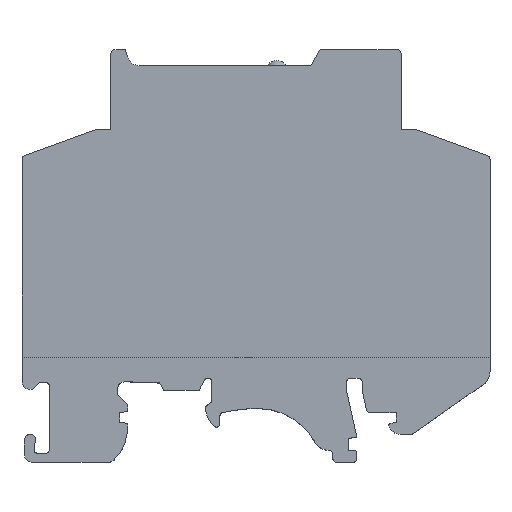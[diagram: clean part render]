
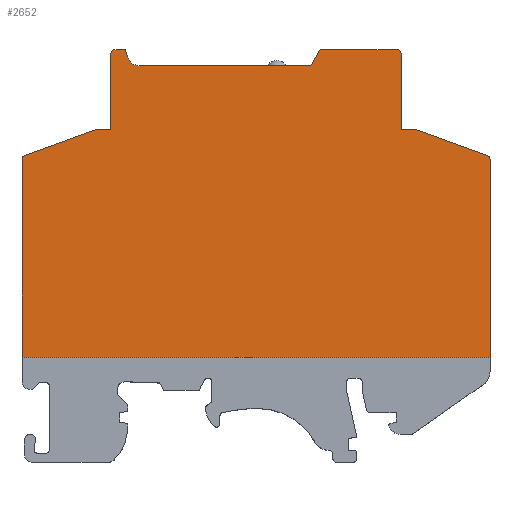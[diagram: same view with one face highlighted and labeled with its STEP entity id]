
A CAD part, top view. The second image highlights one B-rep face of the part: STEP entity #2652.
In plain terms, the highlighted planar face has unit normal (0, 0, 1).
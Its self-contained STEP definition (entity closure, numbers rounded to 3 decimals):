
#245=DIRECTION('',(-1.,0.,0.));
#246=VECTOR('',#245,21.441);
#247=CARTESIAN_POINT('',(6.845,23.75,6.9));
#248=LINE('',#247,#246);
#403=DIRECTION('',(1.,0.,0.));
#404=VECTOR('',#403,58.4);
#405=CARTESIAN_POINT('',(-29.2,-12.65,6.9));
#406=LINE('',#405,#404);
#407=DIRECTION('',(0.,-1.,0.));
#408=VECTOR('',#407,24.701);
#409=CARTESIAN_POINT('',(-29.2,12.051,6.9));
#410=LINE('',#409,#408);
#411=CARTESIAN_POINT('',(-28.7,12.051,6.9));
#412=DIRECTION('',(0.,0.,1.));
#413=DIRECTION('',(-0.342,0.94,0.));
#414=AXIS2_PLACEMENT_3D('',#411,#412,#413);
#416=DIRECTION('',(-0.94,-0.342,0.));
#417=VECTOR('',#416,9.44);
#418=CARTESIAN_POINT('',(-20.,15.75,6.9));
#419=LINE('',#418,#417);
#420=DIRECTION('',(-1.,0.,0.));
#421=VECTOR('',#420,1.9);
#422=CARTESIAN_POINT('',(-18.1,15.75,6.9));
#423=LINE('',#422,#421);
#424=DIRECTION('',(0.,-1.,0.));
#425=VECTOR('',#424,9.5);
#426=CARTESIAN_POINT('',(-18.1,25.25,6.9));
#427=LINE('',#426,#425);
#428=CARTESIAN_POINT('',(-17.6,25.25,6.9));
#429=DIRECTION('',(0.,0.,1.));
#430=DIRECTION('',(0.,1.,0.));
#431=AXIS2_PLACEMENT_3D('',#428,#429,#430);
#433=DIRECTION('',(-1.,0.,0.));
#434=VECTOR('',#433,1.3);
#435=CARTESIAN_POINT('',(-16.3,25.75,6.9));
#436=LINE('',#435,#434);
#437=DIRECTION('',(-0.276,0.961,0.));
#438=VECTOR('',#437,0.95);
#439=CARTESIAN_POINT('',(-16.038,24.837,6.9));
#440=LINE('',#439,#438);
#441=CARTESIAN_POINT('',(-14.596,25.25,6.9));
#442=DIRECTION('',(0.,0.,-1.));
#443=DIRECTION('',(0.,-1.,0.));
#444=AXIS2_PLACEMENT_3D('',#441,#442,#443);
#446=DIRECTION('',(-0.5,-0.866,0.));
#447=VECTOR('',#446,2.165);
#448=CARTESIAN_POINT('',(7.928,25.625,6.9));
#449=LINE('',#448,#447);
#450=CARTESIAN_POINT('',(8.144,25.5,6.9));
#451=DIRECTION('',(0.,0.,1.));
#452=DIRECTION('',(0.,1.,0.));
#453=AXIS2_PLACEMENT_3D('',#450,#451,#452);
#455=DIRECTION('',(-1.,0.,0.));
#456=VECTOR('',#455,9.356);
#457=CARTESIAN_POINT('',(17.5,25.75,6.9));
#458=LINE('',#457,#456);
#459=DIRECTION('',(-1.,0.,0.));
#460=VECTOR('',#459,0.1);
#461=CARTESIAN_POINT('',(17.6,25.75,6.9));
#462=LINE('',#461,#460);
#463=CARTESIAN_POINT('',(17.6,25.25,6.9));
#464=DIRECTION('',(0.,0.,1.));
#465=DIRECTION('',(1.,0.,0.));
#466=AXIS2_PLACEMENT_3D('',#463,#464,#465);
#468=DIRECTION('',(0.,1.,0.));
#469=VECTOR('',#468,9.5);
#470=CARTESIAN_POINT('',(18.1,15.75,6.9));
#471=LINE('',#470,#469);
#472=DIRECTION('',(-1.,0.,0.));
#473=VECTOR('',#472,1.9);
#474=CARTESIAN_POINT('',(20.,15.75,6.9));
#475=LINE('',#474,#473);
#476=DIRECTION('',(-0.94,0.342,0.));
#477=VECTOR('',#476,9.44);
#478=CARTESIAN_POINT('',(28.871,12.521,6.9));
#479=LINE('',#478,#477);
#480=CARTESIAN_POINT('',(28.7,12.051,6.9));
#481=DIRECTION('',(0.,0.,1.));
#482=DIRECTION('',(1.,0.,0.));
#483=AXIS2_PLACEMENT_3D('',#480,#481,#482);
#485=DIRECTION('',(0.,1.,0.));
#486=VECTOR('',#485,24.701);
#487=CARTESIAN_POINT('',(29.2,-12.65,6.9));
#488=LINE('',#487,#486);
#1437=CARTESIAN_POINT('',(8.144,25.75,6.9));
#1438=CARTESIAN_POINT('',(7.928,25.625,6.9));
#1439=VERTEX_POINT('',#1437);
#1440=VERTEX_POINT('',#1438);
#1441=CARTESIAN_POINT('',(6.845,23.75,6.9));
#1442=VERTEX_POINT('',#1441);
#1443=CARTESIAN_POINT('',(-14.596,23.75,6.9));
#1444=CARTESIAN_POINT('',(-16.038,24.837,6.9));
#1445=VERTEX_POINT('',#1443);
#1446=VERTEX_POINT('',#1444);
#1447=CARTESIAN_POINT('',(-16.3,25.75,6.9));
#1448=VERTEX_POINT('',#1447);
#1449=CARTESIAN_POINT('',(-17.6,25.75,6.9));
#1450=VERTEX_POINT('',#1449);
#1451=CARTESIAN_POINT('',(-18.1,25.25,6.9));
#1452=VERTEX_POINT('',#1451);
#1453=CARTESIAN_POINT('',(-18.1,15.75,6.9));
#1454=VERTEX_POINT('',#1453);
#1455=CARTESIAN_POINT('',(-20.,15.75,6.9));
#1456=VERTEX_POINT('',#1455);
#1457=CARTESIAN_POINT('',(-28.871,12.521,6.9));
#1458=VERTEX_POINT('',#1457);
#1459=CARTESIAN_POINT('',(-29.2,12.051,6.9));
#1460=VERTEX_POINT('',#1459);
#1461=CARTESIAN_POINT('',(29.2,12.051,6.9));
#1462=CARTESIAN_POINT('',(28.871,12.521,6.9));
#1463=VERTEX_POINT('',#1461);
#1464=VERTEX_POINT('',#1462);
#1465=CARTESIAN_POINT('',(20.,15.75,6.9));
#1466=VERTEX_POINT('',#1465);
#1467=CARTESIAN_POINT('',(18.1,15.75,6.9));
#1468=VERTEX_POINT('',#1467);
#1469=CARTESIAN_POINT('',(18.1,25.25,6.9));
#1470=VERTEX_POINT('',#1469);
#1471=CARTESIAN_POINT('',(17.6,25.75,6.9));
#1472=VERTEX_POINT('',#1471);
#1473=CARTESIAN_POINT('',(17.5,25.75,6.9));
#1474=VERTEX_POINT('',#1473);
#1499=CARTESIAN_POINT('',(-29.2,-12.65,6.9));
#1500=CARTESIAN_POINT('',(29.2,-12.65,6.9));
#1501=VERTEX_POINT('',#1499);
#1502=VERTEX_POINT('',#1500);
#2624=CARTESIAN_POINT('',(0.,0.,6.9));
#2625=DIRECTION('',(0.,0.,1.));
#2626=DIRECTION('',(1.,0.,0.));
#2627=AXIS2_PLACEMENT_3D('',#2624,#2625,#2626);
#2628=PLANE('',#2627);
#2629=ORIENTED_EDGE('',*,*,#2616,.F.);
#2630=ORIENTED_EDGE('',*,*,#1889,.F.);
#2631=ORIENTED_EDGE('',*,*,#1920,.F.);
#2632=ORIENTED_EDGE('',*,*,#1935,.F.);
#2633=ORIENTED_EDGE('',*,*,#1993,.F.);
#2634=ORIENTED_EDGE('',*,*,#2007,.F.);
#2635=ORIENTED_EDGE('',*,*,#2021,.F.);
#2636=ORIENTED_EDGE('',*,*,#2035,.F.);
#2637=ORIENTED_EDGE('',*,*,#2049,.F.);
#2638=ORIENTED_EDGE('',*,*,#2063,.F.);
#2639=ORIENTED_EDGE('',*,*,#2077,.F.);
#2640=ORIENTED_EDGE('',*,*,#2121,.F.);
#2641=ORIENTED_EDGE('',*,*,#2135,.F.);
#2642=ORIENTED_EDGE('',*,*,#2149,.F.);
#2643=ORIENTED_EDGE('',*,*,#2163,.F.);
#2644=ORIENTED_EDGE('',*,*,#2177,.F.);
#2645=ORIENTED_EDGE('',*,*,#2191,.F.);
#2646=ORIENTED_EDGE('',*,*,#2206,.F.);
#2647=ORIENTED_EDGE('',*,*,#2226,.F.);
#2648=ORIENTED_EDGE('',*,*,#2278,.F.);
#2649=ORIENTED_EDGE('',*,*,#2298,.F.);
#2650=EDGE_LOOP('',(#2629,#2630,#2631,#2632,#2633,#2634,#2635,#2636,#2637,#2638,
#2639,#2640,#2641,#2642,#2643,#2644,#2645,#2646,#2647,#2648,#2649));
#2651=FACE_OUTER_BOUND('',#2650,.F.);
#415=CIRCLE('',#414,0.5);
#432=CIRCLE('',#431,0.5);
#445=CIRCLE('',#444,1.5);
#454=CIRCLE('',#453,0.25);
#467=CIRCLE('',#466,0.5);
#484=CIRCLE('',#483,0.5);
#1889=EDGE_CURVE('',#1460,#1501,#410,.T.);
#1920=EDGE_CURVE('',#1458,#1460,#415,.T.);
#1935=EDGE_CURVE('',#1456,#1458,#419,.T.);
#1993=EDGE_CURVE('',#1454,#1456,#423,.T.);
#2007=EDGE_CURVE('',#1452,#1454,#427,.T.);
#2021=EDGE_CURVE('',#1450,#1452,#432,.T.);
#2035=EDGE_CURVE('',#1448,#1450,#436,.T.);
#2049=EDGE_CURVE('',#1446,#1448,#440,.T.);
#2063=EDGE_CURVE('',#1445,#1446,#445,.T.);
#2077=EDGE_CURVE('',#1442,#1445,#248,.T.);
#2121=EDGE_CURVE('',#1440,#1442,#449,.T.);
#2135=EDGE_CURVE('',#1439,#1440,#454,.T.);
#2149=EDGE_CURVE('',#1474,#1439,#458,.T.);
#2163=EDGE_CURVE('',#1472,#1474,#462,.T.);
#2177=EDGE_CURVE('',#1470,#1472,#467,.T.);
#2191=EDGE_CURVE('',#1468,#1470,#471,.T.);
#2206=EDGE_CURVE('',#1466,#1468,#475,.T.);
#2226=EDGE_CURVE('',#1464,#1466,#479,.T.);
#2278=EDGE_CURVE('',#1463,#1464,#484,.T.);
#2298=EDGE_CURVE('',#1502,#1463,#488,.T.);
#2616=EDGE_CURVE('',#1501,#1502,#406,.T.);
#2652=ADVANCED_FACE('',(#2651),#2628,.T.);
